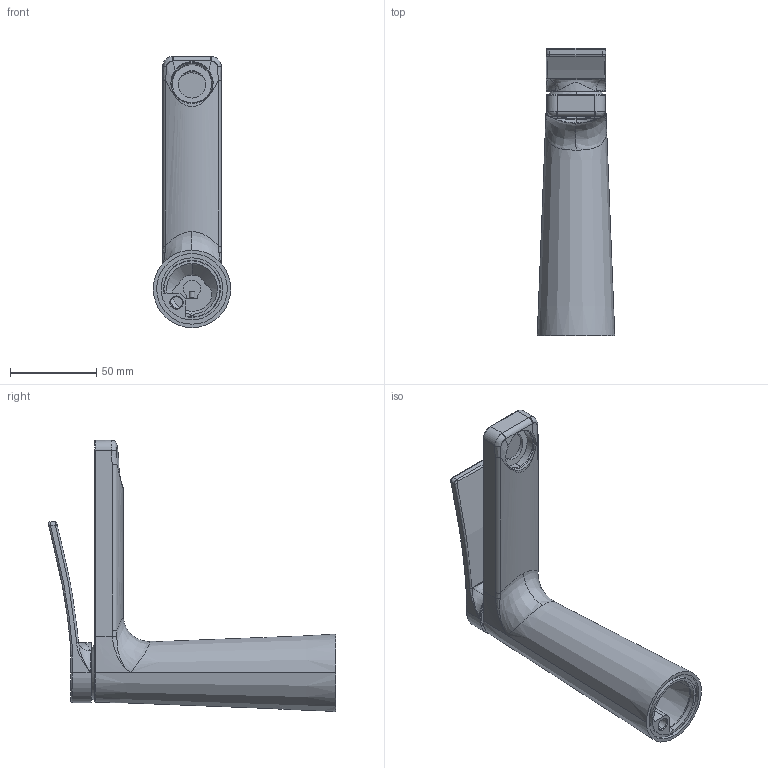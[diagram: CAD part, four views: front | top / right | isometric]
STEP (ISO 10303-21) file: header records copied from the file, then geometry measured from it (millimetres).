
FILE_DESCRIPTION (( 'STEP AP214' ), '1' );
FILE_NAME ('34030___.STEP', '2023-10-12T15:23:25', ( '' ), ( '' ), 'SwSTEP 2.0', 'SolidWorks 2018', '' );
FILE_SCHEMA (( 'AUTOMOTIVE_DESIGN' ));
Length unit declared in the file: millimetre
Products named in the file (1): 34030___
Bounding box: 45 x 166.93 x 157.5 mm (x, y, z)
Surface area: 55067 mm2 (no closed solid volume)
Topology: 0 solids, 3 shells, 139 faces, 402 edges, 259 vertices
Faces by surface type: cylinder 48, bspline 40, plane 27, torus 16, cone 8
Entity records: 9642 total; most frequent: CARTESIAN_POINT 4811, ORIENTED_EDGE 704, DIRECTION 622, EDGE_CURVE 396, VERTEX_POINT 259, AXIS2_PLACEMENT_3D 257, CIRCLE 157, EDGE_LOOP 150
